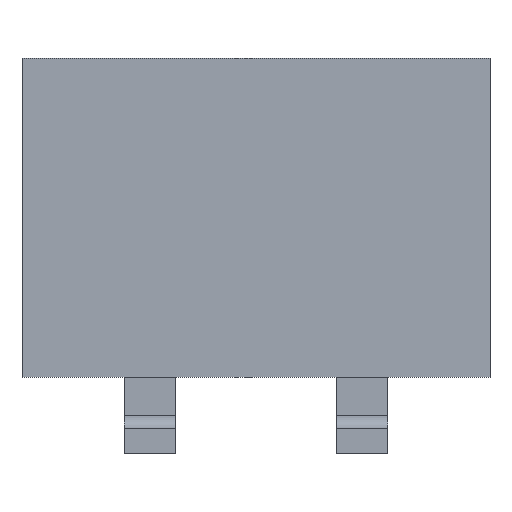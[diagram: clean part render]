
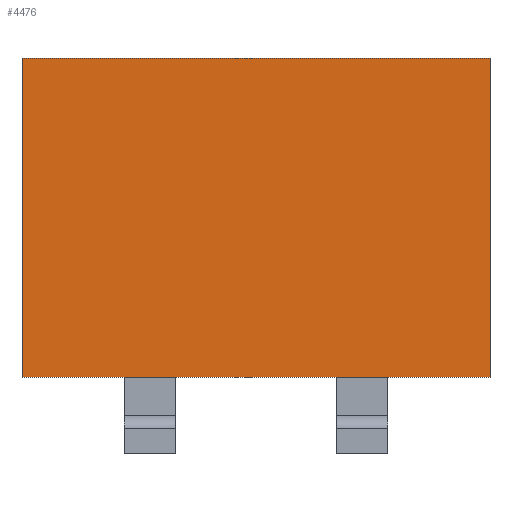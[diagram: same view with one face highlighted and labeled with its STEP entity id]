
A CAD part, left-side view. The second image highlights one B-rep face of the part: STEP entity #4476.
In plain terms, the highlighted planar face has unit normal (-1, 0, 0).
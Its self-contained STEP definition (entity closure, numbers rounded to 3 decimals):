
#56=LINE('',#5607,#315);
#81=LINE('',#5984,#340);
#93=LINE('',#6007,#352);
#94=LINE('',#6009,#353);
#315=VECTOR('',#4880,1000.);
#340=VECTOR('',#4907,1000.);
#352=VECTOR('',#4923,1000.);
#353=VECTOR('',#4926,1000.);
#730=ORIENTED_EDGE('',*,*,#1666,.F.);
#731=ORIENTED_EDGE('',*,*,#1678,.F.);
#732=ORIENTED_EDGE('',*,*,#1559,.T.);
#733=ORIENTED_EDGE('',*,*,#1679,.T.);
#1559=EDGE_CURVE('',#2037,#2036,#56,.T.);
#1666=EDGE_CURVE('',#2143,#2144,#81,.T.);
#1678=EDGE_CURVE('',#2037,#2143,#93,.T.);
#1679=EDGE_CURVE('',#2036,#2144,#94,.T.);
#2036=VERTEX_POINT('',#5606);
#2037=VERTEX_POINT('',#5608);
#2143=VERTEX_POINT('',#5983);
#2144=VERTEX_POINT('',#5985);
#2557=EDGE_LOOP('',(#730,#731,#732,#733));
#2780=FACE_BOUND('',#2557,.T.);
#2983=PLANE('',#4671);
#4476=ADVANCED_FACE('',(#2780),#2983,.T.);
#4671=AXIS2_PLACEMENT_3D('',#6008,#4924,#4925);
#4880=DIRECTION('',(0.,1.,0.));
#4907=DIRECTION('',(0.,1.,0.));
#4923=DIRECTION('',(0.,0.,-1.));
#4924=DIRECTION('',(-1.,0.,0.));
#4925=DIRECTION('',(0.,-1.,0.));
#4926=DIRECTION('',(0.,0.,-1.));
#5606=CARTESIAN_POINT('',(-3.7,2.75,3.75));
#5607=CARTESIAN_POINT('',(-3.7,-2.75,3.75));
#5608=CARTESIAN_POINT('',(-3.7,-2.75,3.75));
#5983=CARTESIAN_POINT('',(-3.7,-2.75,0.));
#5984=CARTESIAN_POINT('',(-3.7,-2.75,0.));
#5985=CARTESIAN_POINT('',(-3.7,2.75,0.));
#6007=CARTESIAN_POINT('',(-3.7,-2.75,3.75));
#6008=CARTESIAN_POINT('',(-3.7,-2.75,3.75));
#6009=CARTESIAN_POINT('',(-3.7,2.75,3.75));
